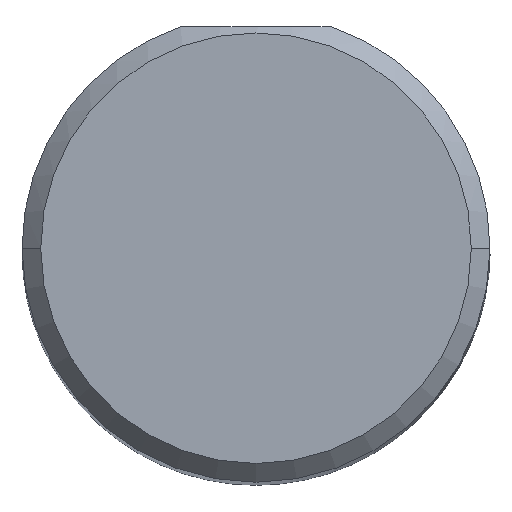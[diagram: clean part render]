
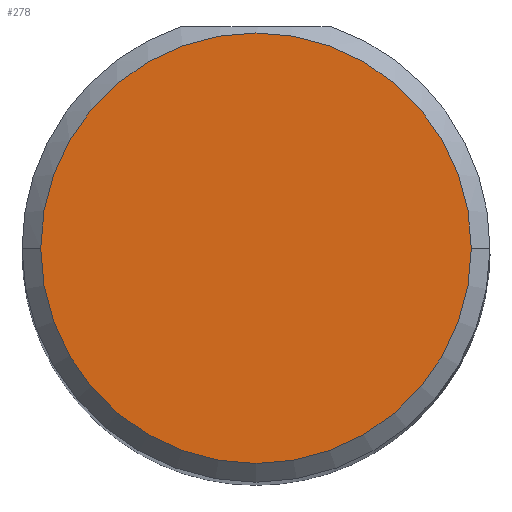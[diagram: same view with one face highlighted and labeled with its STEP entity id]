
A CAD part, top view. The second image highlights one B-rep face of the part: STEP entity #278.
In plain terms, the highlighted planar face has unit normal (0, 0, 1).
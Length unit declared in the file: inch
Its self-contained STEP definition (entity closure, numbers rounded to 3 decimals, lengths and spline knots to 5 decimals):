
#36 = CIRCLE ( 'NONE', #117, 0.1725 ) ;
#106 = CIRCLE ( 'NONE', #468, 0.1725 ) ;
#117 = AXIS2_PLACEMENT_3D ( 'NONE', #463, #627, #167 ) ;
#127 = CARTESIAN_POINT ( 'NONE',  ( 0., 0., 3.5 ) ) ;
#134 = CARTESIAN_POINT ( 'NONE',  ( -0.1725, 0., 3.5 ) ) ;
#167 = DIRECTION ( 'NONE',  ( 1., 0., 0. ) ) ;
#226 = AXIS2_PLACEMENT_3D ( 'NONE', #127, #292, #442 ) ;
#234 = FACE_OUTER_BOUND ( 'NONE', #564, .T. ) ;
#272 = ORIENTED_EDGE ( 'NONE', *, *, #311, .T. ) ;
#278 = ADVANCED_FACE ( 'NONE', ( #234 ), #380, .T. ) ;
#292 = DIRECTION ( 'NONE',  ( 0., 0., 1. ) ) ;
#311 = EDGE_CURVE ( 'NONE', #528, #574, #106, .T. ) ;
#380 = PLANE ( 'NONE',  #226 ) ;
#409 = DIRECTION ( 'NONE',  ( 0., 0., 1. ) ) ;
#442 = DIRECTION ( 'NONE',  ( 1., 0., 0. ) ) ;
#463 = CARTESIAN_POINT ( 'NONE',  ( 0., 0., 3.5 ) ) ;
#468 = AXIS2_PLACEMENT_3D ( 'NONE', #506, #409, #549 ) ;
#487 = EDGE_CURVE ( 'NONE', #574, #528, #36, .T. ) ;
#506 = CARTESIAN_POINT ( 'NONE',  ( 0., 0., 3.5 ) ) ;
#528 = VERTEX_POINT ( 'NONE', #641 ) ;
#549 = DIRECTION ( 'NONE',  ( 1., 0., 0. ) ) ;
#556 = ORIENTED_EDGE ( 'NONE', *, *, #487, .T. ) ;
#564 = EDGE_LOOP ( 'NONE', ( #556, #272 ) ) ;
#574 = VERTEX_POINT ( 'NONE', #134 ) ;
#627 = DIRECTION ( 'NONE',  ( 0., 0., 1. ) ) ;
#641 = CARTESIAN_POINT ( 'NONE',  ( 0.1725, 0., 3.5 ) ) ;
